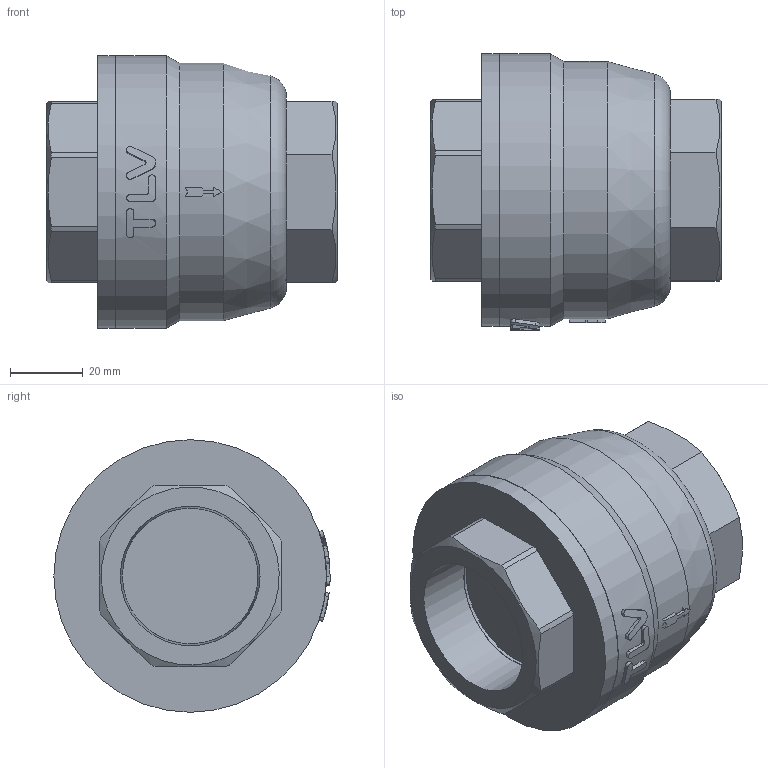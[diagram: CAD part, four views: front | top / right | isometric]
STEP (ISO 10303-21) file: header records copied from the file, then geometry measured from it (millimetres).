
FILE_DESCRIPTION((''),'2;1');
FILE_NAME('ck3m0-032-screw-00.stp','2009-11-17T09:51:55',('nakaot'),(''),'Autodesk Inventor 2008','Autodesk Inventor 2008','');
FILE_SCHEMA(('AUTOMOTIVE_DESIGN { 1 0 10303 214 1 1 1 1 }'));
Length unit declared in the file: millimetre
Products named in the file (1): ck3m0-032-screw-00
Bounding box: 80 x 76 x 75 mm (x, y, z)
Volume: 227042.1 mm3; surface area: 30419.2 mm2
Topology: 1 solids, 1 shells, 94 faces, 240 edges, 159 vertices
Faces by surface type: plane 44, bspline 29, cylinder 16, cone 4, torus 1
Full cylindrical faces by diameter (mm): 60 x1, 70.845 x1, 75 x2
Entity records: 8543 total; most frequent: CARTESIAN_POINT 6533, ORIENTED_EDGE 446, DIRECTION 316, EDGE_CURVE 223, VERTEX_POINT 155, EDGE_LOOP 118, AXIS2_PLACEMENT_3D 116, FACE_OUTER_BOUND 94
